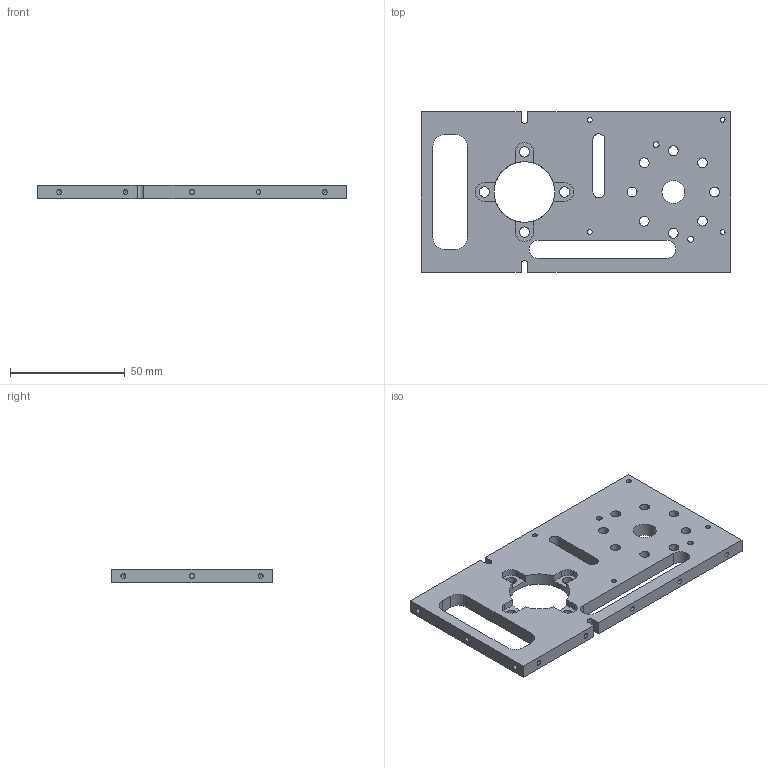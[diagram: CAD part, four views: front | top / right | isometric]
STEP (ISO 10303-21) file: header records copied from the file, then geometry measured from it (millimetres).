
FILE_DESCRIPTION(/* description */ ('STEP AP242','CAx-IF Rec.Pracs.---Representation and Presentation of Product Manufacturing Information (PMI)---4.0---2014-10-13','CAx-IF Rec.Pracs.---3D Tessellated Geometry---0.4---2014-09-14','2;1'),/* implementation_level */ '2;1');
FILE_NAME(/* name */ '6628fed54bc89f06fddb41e1',/* time_stamp */ '2024-04-24T12:45:10Z',/* author */ (''),/* organization */ (''),/* preprocessor_version */ 'ST-DEVELOPER v20',/* originating_system */ ' ',/* authorisation */ ' ');
FILE_SCHEMA (('AP242_MANAGED_MODEL_BASED_3D_ENGINEERING_MIM_LF { 1 0 10303 442 1 1 4 }'));
Length unit declared in the file: metre
Products named in the file (1): Part 1
Bounding box: 135 x 70 x 6 mm (x, y, z)
Volume: 42127.3 mm3; surface area: 21353.7 mm2
Topology: 1 solids, 1 shells, 91 faces, 281 edges, 193 vertices
Faces by surface type: cylinder 48, plane 33, cone 10
Full cylindrical faces by diameter (mm): 2.113 x17, 2.571 x2, 4.294 x8, 4.5 x4, 10 x1, 26.5 x1, 42 x1
Entity records: 2798 total; most frequent: DIRECTION 486, CARTESIAN_POINT 456, ORIENTED_EDGE 398, EDGE_CURVE 199, FACE_BOUND 198, AXIS2_PLACEMENT_3D 195, EDGE_LOOP 188, VERTEX_POINT 165
